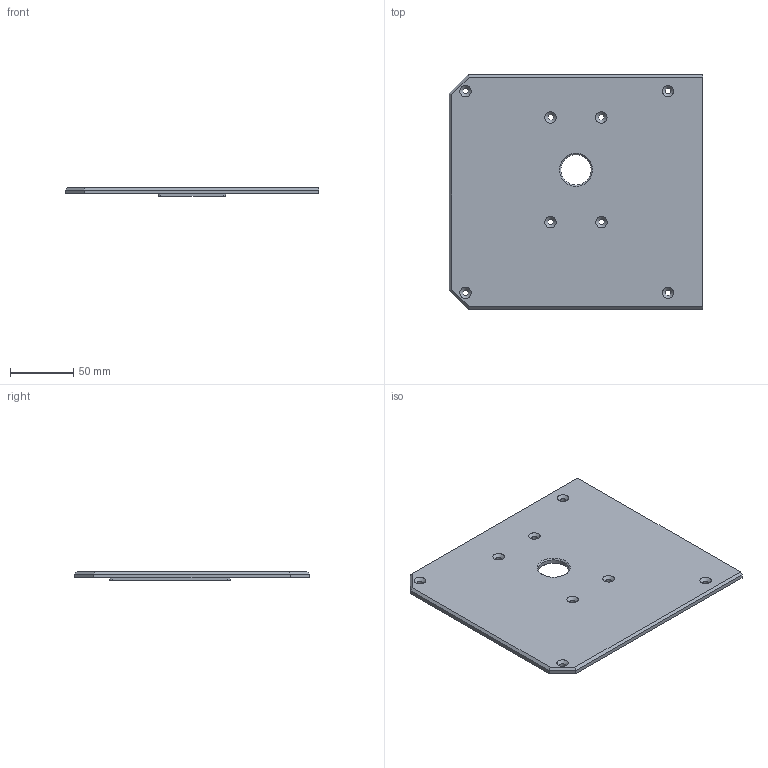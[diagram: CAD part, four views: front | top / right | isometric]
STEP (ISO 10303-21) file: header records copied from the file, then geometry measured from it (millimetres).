
FILE_DESCRIPTION(/* description */ (''),/* implementation_level */ '2;1');
FILE_NAME(/* name */ 'OSM - Top Left Plate.step',/* time_stamp */ '2024-06-15T10:33:26-04:00',/* author */ (''),/* organization */ (''),/* preprocessor_version */ 'ST-DEVELOPER v20',/* originating_system */ 'Autodesk Translation Framework v13.14.0.145',/* authorisation */ '');
FILE_SCHEMA (('AUTOMOTIVE_DESIGN { 1 0 10303 214 3 1 1 }'));
Length unit declared in the file: millimetre
Products named in the file (1): Core
Bounding box: 200 x 185 x 7 mm (x, y, z)
Volume: 186070.6 mm3; surface area: 77141.2 mm2
Topology: 1 solids, 1 shells, 44 faces, 114 edges, 74 vertices
Faces by surface type: plane 19, cylinder 14, cone 11
Full cylindrical faces by diameter (mm): 4.5 x8, 24 x1, 45 x1
Entity records: 1416 total; most frequent: DIRECTION 252, CARTESIAN_POINT 233, ORIENTED_EDGE 228, EDGE_CURVE 114, AXIS2_PLACEMENT_3D 93, VERTEX_POINT 74, LINE 66, VECTOR 66
